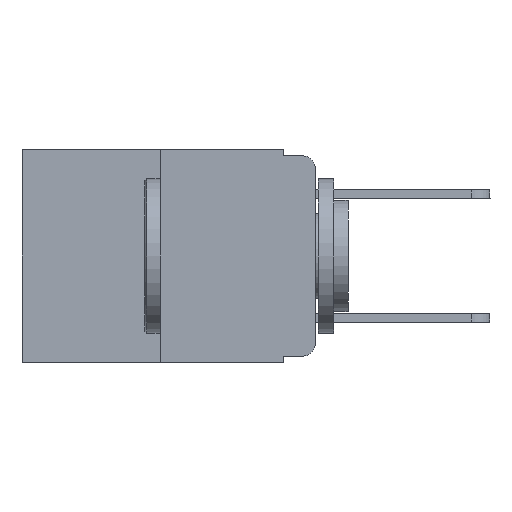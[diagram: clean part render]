
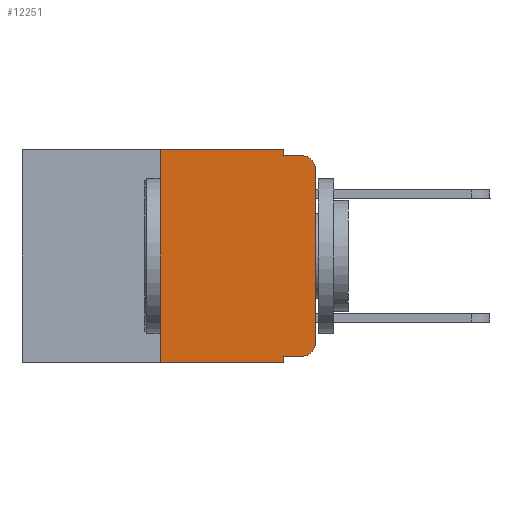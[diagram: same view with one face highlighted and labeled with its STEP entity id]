
A CAD part, left-side view. The second image highlights one B-rep face of the part: STEP entity #12251.
In plain terms, the highlighted planar face has unit normal (-1, 0, 0).
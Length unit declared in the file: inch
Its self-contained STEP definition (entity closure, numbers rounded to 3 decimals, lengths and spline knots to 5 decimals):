
#183 = DIRECTION ( 'NONE',  ( 0., -1., 0. ) ) ;
#684 = ORIENTED_EDGE ( 'NONE', *, *, #14399, .F. ) ;
#1108 = DIRECTION ( 'NONE',  ( 0., -1., 0. ) ) ;
#1282 = CARTESIAN_POINT ( 'NONE',  ( 0., 0.051, -0.333 ) ) ;
#1425 = DIRECTION ( 'NONE',  ( 0., 0., -1. ) ) ;
#1573 = VECTOR ( 'NONE', #3073, 39.37008 ) ;
#1605 = FACE_OUTER_BOUND ( 'NONE', #6406, .T. ) ;
#1882 = CARTESIAN_POINT ( 'NONE',  ( 0., 0.051, -0.333 ) ) ;
#2452 = VECTOR ( 'NONE', #20353, 39.37008 ) ;
#2514 = ORIENTED_EDGE ( 'NONE', *, *, #12992, .T. ) ;
#2774 = CARTESIAN_POINT ( 'NONE',  ( 0., 0.051, 0. ) ) ;
#2863 = LINE ( 'NONE', #11070, #1573 ) ;
#2978 = DIRECTION ( 'NONE',  ( 1., 0., 0. ) ) ;
#3073 = DIRECTION ( 'NONE',  ( 0., 0., 1. ) ) ;
#3434 = VERTEX_POINT ( 'NONE', #9854 ) ;
#3556 = CARTESIAN_POINT ( 'NONE',  ( 0., 0.02, -0.313 ) ) ;
#3760 = CARTESIAN_POINT ( 'NONE',  ( 0., 0.051, -0.01 ) ) ;
#3829 = CARTESIAN_POINT ( 'NONE',  ( 0., 0.051, 0. ) ) ;
#4356 = DIRECTION ( 'NONE',  ( -1., 0., 0. ) ) ;
#4411 = AXIS2_PLACEMENT_3D ( 'NONE', #20330, #2978, #9511 ) ;
#4507 = CARTESIAN_POINT ( 'NONE',  ( 0., 0.02, -0.333 ) ) ;
#4518 = EDGE_CURVE ( 'NONE', #16122, #17805, #5516, .T. ) ;
#4781 = CARTESIAN_POINT ( 'NONE',  ( 0., 0.473, -0.343 ) ) ;
#4795 = CIRCLE ( 'NONE', #19593, 0.02 ) ;
#5054 = VERTEX_POINT ( 'NONE', #12982 ) ;
#5516 = CIRCLE ( 'NONE', #16949, 0.02 ) ;
#5814 = LINE ( 'NONE', #20257, #2452 ) ;
#6406 = EDGE_LOOP ( 'NONE', ( #7745, #10671, #20255, #6492, #684, #18392, #20592, #7035, #8658, #2514 ) ) ;
#6492 = ORIENTED_EDGE ( 'NONE', *, *, #10848, .F. ) ;
#7035 = ORIENTED_EDGE ( 'NONE', *, *, #13496, .F. ) ;
#7099 = EDGE_CURVE ( 'NONE', #16742, #9848, #2863, .T. ) ;
#7517 = CARTESIAN_POINT ( 'NONE',  ( 0., 0.051, -0.01 ) ) ;
#7745 = ORIENTED_EDGE ( 'NONE', *, *, #13067, .T. ) ;
#7842 = LINE ( 'NONE', #7517, #8597 ) ;
#8319 = CARTESIAN_POINT ( 'NONE',  ( 0., 0.473, 0. ) ) ;
#8409 = LINE ( 'NONE', #8319, #13545 ) ;
#8597 = VECTOR ( 'NONE', #1108, 39.37008 ) ;
#8658 = ORIENTED_EDGE ( 'NONE', *, *, #10050, .T. ) ;
#8817 = VECTOR ( 'NONE', #183, 39.37008 ) ;
#9176 = VECTOR ( 'NONE', #16669, 39.37008 ) ;
#9288 = LINE ( 'NONE', #1282, #12812 ) ;
#9399 = DIRECTION ( 'NONE',  ( 0., -1., 0. ) ) ;
#9511 = DIRECTION ( 'NONE',  ( 0., 0., -1. ) ) ;
#9848 = VERTEX_POINT ( 'NONE', #20471 ) ;
#9854 = CARTESIAN_POINT ( 'NONE',  ( 0., 0., -0.313 ) ) ;
#9970 = DIRECTION ( 'NONE',  ( -1., 0., 0. ) ) ;
#10050 = EDGE_CURVE ( 'NONE', #16152, #12905, #9288, .T. ) ;
#10613 = VERTEX_POINT ( 'NONE', #2774 ) ;
#10671 = ORIENTED_EDGE ( 'NONE', *, *, #4518, .T. ) ;
#10848 = EDGE_CURVE ( 'NONE', #10613, #17698, #20454, .T. ) ;
#11070 = CARTESIAN_POINT ( 'NONE',  ( 0., 0.25, 0. ) ) ;
#11118 = CARTESIAN_POINT ( 'NONE',  ( 0., 0.02, -0.03 ) ) ;
#11161 = EDGE_CURVE ( 'NONE', #16742, #5054, #14753, .T. ) ;
#11561 = CARTESIAN_POINT ( 'NONE',  ( 0., 0., -0.03 ) ) ;
#12163 = CARTESIAN_POINT ( 'NONE',  ( 0., 0.02, -0.01 ) ) ;
#12251 = ADVANCED_FACE ( 'NONE', ( #1605 ), #17386, .F. ) ;
#12465 = DIRECTION ( 'NONE',  ( 0., 0., -1. ) ) ;
#12812 = VECTOR ( 'NONE', #9399, 39.37008 ) ;
#12905 = VERTEX_POINT ( 'NONE', #4507 ) ;
#12982 = CARTESIAN_POINT ( 'NONE',  ( 0., 0.051, -0.343 ) ) ;
#12992 = EDGE_CURVE ( 'NONE', #12905, #3434, #4795, .T. ) ;
#13067 = EDGE_CURVE ( 'NONE', #3434, #16122, #5814, .T. ) ;
#13496 = EDGE_CURVE ( 'NONE', #16152, #5054, #18245, .T. ) ;
#13545 = VECTOR ( 'NONE', #14704, 39.37008 ) ;
#14399 = EDGE_CURVE ( 'NONE', #9848, #10613, #8409, .T. ) ;
#14704 = DIRECTION ( 'NONE',  ( 0., -1., 0. ) ) ;
#14753 = LINE ( 'NONE', #4781, #8817 ) ;
#16122 = VERTEX_POINT ( 'NONE', #11561 ) ;
#16152 = VERTEX_POINT ( 'NONE', #1882 ) ;
#16387 = DIRECTION ( 'NONE',  ( 0., 0., -1. ) ) ;
#16404 = EDGE_CURVE ( 'NONE', #17698, #17805, #7842, .T. ) ;
#16669 = DIRECTION ( 'NONE',  ( 0., 0., -1. ) ) ;
#16742 = VERTEX_POINT ( 'NONE', #18902 ) ;
#16949 = AXIS2_PLACEMENT_3D ( 'NONE', #11118, #4356, #12465 ) ;
#17386 = PLANE ( 'NONE',  #4411 ) ;
#17698 = VERTEX_POINT ( 'NONE', #3760 ) ;
#17805 = VERTEX_POINT ( 'NONE', #12163 ) ;
#18245 = LINE ( 'NONE', #3829, #9176 ) ;
#18392 = ORIENTED_EDGE ( 'NONE', *, *, #7099, .F. ) ;
#18902 = CARTESIAN_POINT ( 'NONE',  ( 0., 0.25, -0.343 ) ) ;
#18993 = CARTESIAN_POINT ( 'NONE',  ( 0., 0.051, 0. ) ) ;
#19593 = AXIS2_PLACEMENT_3D ( 'NONE', #3556, #9970, #16387 ) ;
#20222 = VECTOR ( 'NONE', #1425, 39.37008 ) ;
#20255 = ORIENTED_EDGE ( 'NONE', *, *, #16404, .F. ) ;
#20257 = CARTESIAN_POINT ( 'NONE',  ( 0., 0., 0. ) ) ;
#20330 = CARTESIAN_POINT ( 'NONE',  ( 0., 0.473, 0. ) ) ;
#20353 = DIRECTION ( 'NONE',  ( 0., 0., 1. ) ) ;
#20454 = LINE ( 'NONE', #18993, #20222 ) ;
#20471 = CARTESIAN_POINT ( 'NONE',  ( 0., 0.25, 0. ) ) ;
#20592 = ORIENTED_EDGE ( 'NONE', *, *, #11161, .T. ) ;
